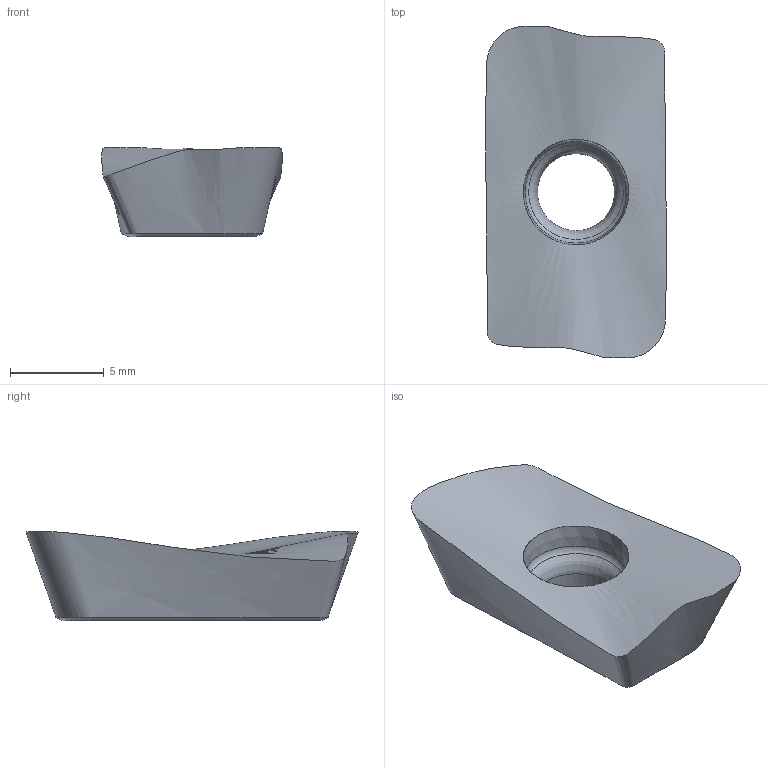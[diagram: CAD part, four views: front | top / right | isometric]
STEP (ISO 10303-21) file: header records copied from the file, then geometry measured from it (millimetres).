
FILE_DESCRIPTION(/* description */ (''),/* implementation_level */ '2;1');
FILE_NAME(/* name */ 'aaa337873_b.stp',/* time_stamp */ '2019-10-28T10:55:13+01:00',/* author */ (''),/* organization */ ('SMS'),/* preprocessor_version */ 'ST-DEVELOPER v16.7',/* originating_system */ 'SIEMENS PLM Software NX 12.0',/* authorisation */ '');
FILE_SCHEMA (('AUTOMOTIVE_DESIGN { 1 0 10303 214 3 1 1 1 }'));
Length unit declared in the file: millimetre
Products named in the file (1): AAA337873_B
Bounding box: 9.61 x 17.67 x 4.75 mm (x, y, z)
Volume: 411 mm3; surface area: 470.8 mm2
Topology: 1 solids, 1 shells, 9 faces, 42 edges, 37 vertices
Faces by surface type: bspline 3, plane 2, torus 2, cylinder 1, cone 1
Full cylindrical faces by diameter (mm): 4.1 x1
Entity records: 5422 total; most frequent: CARTESIAN_POINT 5108, ORIENTED_EDGE 62, VERTEX_POINT 31, EDGE_CURVE 31, DIRECTION 30, B_SPLINE_CURVE_WITH_KNOTS 27, FACE_BOUND 18, EDGE_LOOP 18
